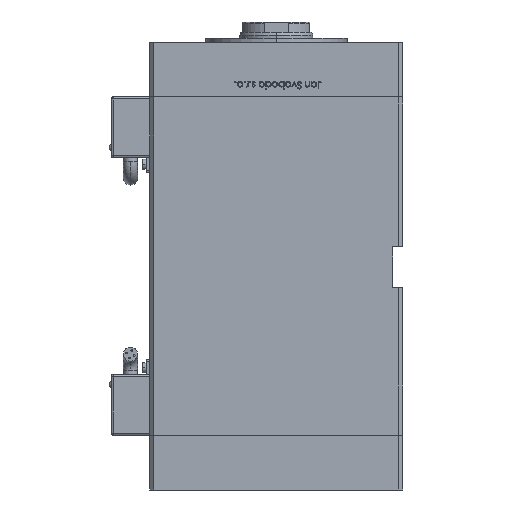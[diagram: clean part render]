
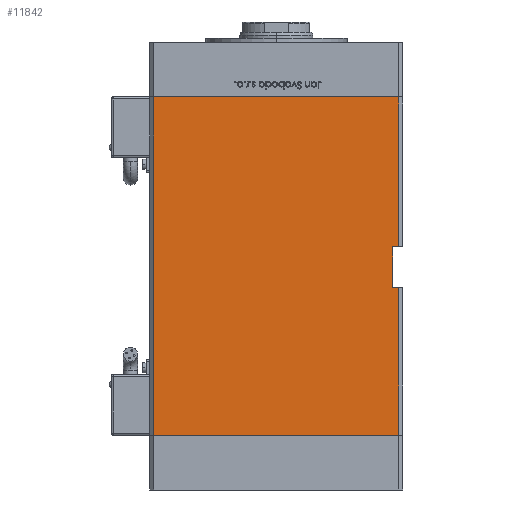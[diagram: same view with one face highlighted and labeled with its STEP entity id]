
A CAD part, left-side view. The second image highlights one B-rep face of the part: STEP entity #11842.
In plain terms, the highlighted planar face has unit normal (-1, 0, 0).
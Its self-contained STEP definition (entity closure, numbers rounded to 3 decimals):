
#463 = CARTESIAN_POINT ( 'NONE',  ( -75., 60.5, 0. ) ) ;
#770 = ORIENTED_EDGE ( 'NONE', *, *, #21739, .F. ) ;
#3201 = VECTOR ( 'NONE', #34941, 1000. ) ;
#5087 = VECTOR ( 'NONE', #30526, 1000. ) ;
#6683 = DIRECTION ( 'NONE',  ( 1., 0., 0. ) ) ;
#8461 = DIRECTION ( 'NONE',  ( 0., 0., -1. ) ) ;
#9010 = LINE ( 'NONE', #38943, #53625 ) ;
#10911 = CARTESIAN_POINT ( 'NONE',  ( -75., 60.5, 167. ) ) ;
#11000 = DIRECTION ( 'NONE',  ( 0., -1., 0. ) ) ;
#11842 = ADVANCED_FACE ( 'NONE', ( #32388 ), #49567, .F. ) ;
#12445 = ORIENTED_EDGE ( 'NONE', *, *, #47118, .T. ) ;
#14268 = CARTESIAN_POINT ( 'NONE',  ( -75., -57.5, 73. ) ) ;
#16085 = LINE ( 'NONE', #40636, #20307 ) ;
#19435 = ORIENTED_EDGE ( 'NONE', *, *, #48616, .F. ) ;
#19475 = VERTEX_POINT ( 'NONE', #43782 ) ;
#20307 = VECTOR ( 'NONE', #11000, 1000. ) ;
#21686 = LINE ( 'NONE', #31535, #3201 ) ;
#21739 = EDGE_CURVE ( 'NONE', #23831, #40705, #16085, .T. ) ;
#22057 = LINE ( 'NONE', #44031, #5087 ) ;
#23831 = VERTEX_POINT ( 'NONE', #48760 ) ;
#26171 = ORIENTED_EDGE ( 'NONE', *, *, #26341, .F. ) ;
#26341 = EDGE_CURVE ( 'NONE', #43301, #43952, #9010, .T. ) ;
#27196 = CARTESIAN_POINT ( 'NONE',  ( -75., -57.5, 93. ) ) ;
#27722 = EDGE_LOOP ( 'NONE', ( #52215, #32715, #26171, #48801, #19435, #770, #12445, #29089 ) ) ;
#28013 = CARTESIAN_POINT ( 'NONE',  ( -75., -60.5, 0. ) ) ;
#29089 = ORIENTED_EDGE ( 'NONE', *, *, #34908, .T. ) ;
#30526 = DIRECTION ( 'NONE',  ( 0., 0., -1. ) ) ;
#31325 = VECTOR ( 'NONE', #38164, 1000. ) ;
#31535 = CARTESIAN_POINT ( 'NONE',  ( -75., 60.5, 167. ) ) ;
#32388 = FACE_OUTER_BOUND ( 'NONE', #27722, .T. ) ;
#32715 = ORIENTED_EDGE ( 'NONE', *, *, #34095, .F. ) ;
#33243 = VERTEX_POINT ( 'NONE', #53526 ) ;
#34095 = EDGE_CURVE ( 'NONE', #43952, #33243, #40212, .T. ) ;
#34411 = VERTEX_POINT ( 'NONE', #28013 ) ;
#34612 = DIRECTION ( 'NONE',  ( 0., -1., 0. ) ) ;
#34908 = EDGE_CURVE ( 'NONE', #19475, #34411, #43601, .T. ) ;
#34941 = DIRECTION ( 'NONE',  ( 0., 0., -1. ) ) ;
#35960 = CARTESIAN_POINT ( 'NONE',  ( -75., -60.5, 167. ) ) ;
#35996 = DIRECTION ( 'NONE',  ( 0., -1., 0. ) ) ;
#37199 = CARTESIAN_POINT ( 'NONE',  ( -75., -57.5, 73. ) ) ;
#37609 = LINE ( 'NONE', #46045, #31325 ) ;
#37654 = LINE ( 'NONE', #37925, #50997 ) ;
#37925 = CARTESIAN_POINT ( 'NONE',  ( -75., -60.5, 167. ) ) ;
#38164 = DIRECTION ( 'NONE',  ( 0., -1., 0. ) ) ;
#38628 = VECTOR ( 'NONE', #35996, 1000. ) ;
#38943 = CARTESIAN_POINT ( 'NONE',  ( -75., -57.5, 93. ) ) ;
#40212 = LINE ( 'NONE', #14268, #38628 ) ;
#40636 = CARTESIAN_POINT ( 'NONE',  ( -75., 60.5, 167. ) ) ;
#40705 = VERTEX_POINT ( 'NONE', #35960 ) ;
#41109 = DIRECTION ( 'NONE',  ( 0., 1., 0. ) ) ;
#43301 = VERTEX_POINT ( 'NONE', #27196 ) ;
#43601 = LINE ( 'NONE', #463, #48540 ) ;
#43782 = CARTESIAN_POINT ( 'NONE',  ( -75., 60.5, 0. ) ) ;
#43952 = VERTEX_POINT ( 'NONE', #37199 ) ;
#44031 = CARTESIAN_POINT ( 'NONE',  ( -75., -60.5, 167. ) ) ;
#46045 = CARTESIAN_POINT ( 'NONE',  ( -75., -57.5, 93. ) ) ;
#46089 = DIRECTION ( 'NONE',  ( 0., 0., -1. ) ) ;
#46263 = VERTEX_POINT ( 'NONE', #53972 ) ;
#47118 = EDGE_CURVE ( 'NONE', #23831, #19475, #21686, .T. ) ;
#48540 = VECTOR ( 'NONE', #34612, 1000. ) ;
#48616 = EDGE_CURVE ( 'NONE', #40705, #46263, #37654, .T. ) ;
#48760 = CARTESIAN_POINT ( 'NONE',  ( -75., 60.5, 167. ) ) ;
#48801 = ORIENTED_EDGE ( 'NONE', *, *, #52337, .T. ) ;
#49567 = PLANE ( 'NONE',  #50567 ) ;
#49644 = EDGE_CURVE ( 'NONE', #33243, #34411, #22057, .T. ) ;
#50567 = AXIS2_PLACEMENT_3D ( 'NONE', #10911, #6683, #41109 ) ;
#50997 = VECTOR ( 'NONE', #46089, 1000. ) ;
#52215 = ORIENTED_EDGE ( 'NONE', *, *, #49644, .F. ) ;
#52337 = EDGE_CURVE ( 'NONE', #43301, #46263, #37609, .T. ) ;
#53526 = CARTESIAN_POINT ( 'NONE',  ( -75., -60.5, 73. ) ) ;
#53625 = VECTOR ( 'NONE', #8461, 1000. ) ;
#53972 = CARTESIAN_POINT ( 'NONE',  ( -75., -60.5, 93. ) ) ;
